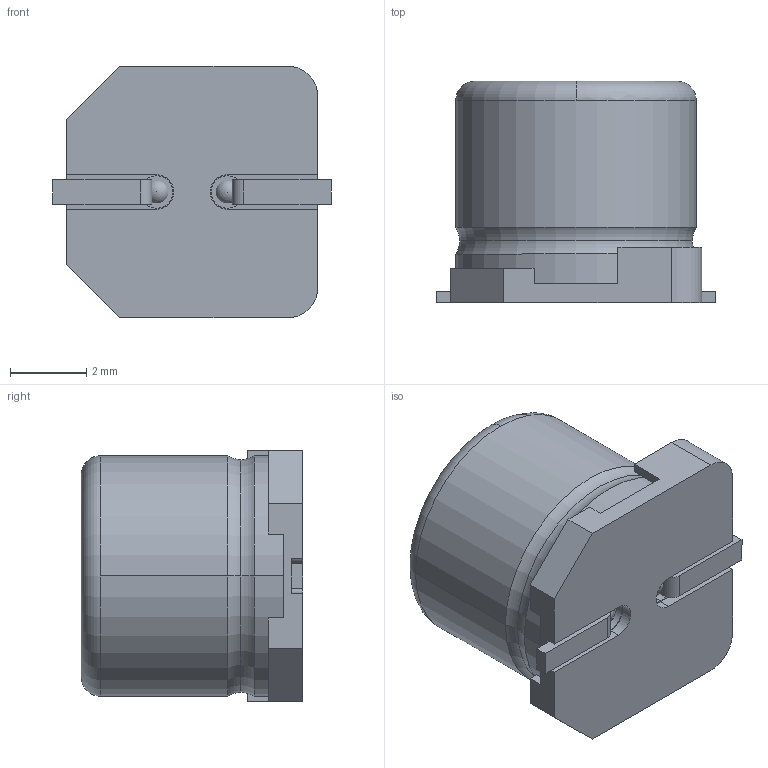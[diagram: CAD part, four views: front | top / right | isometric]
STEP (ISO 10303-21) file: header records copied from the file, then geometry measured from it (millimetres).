
FILE_DESCRIPTION (( 'STEP AP214' ), '1' );
FILE_NAME ('EEE-FP1E470AP.STEP', '2024-05-07T15:32:03', ( '' ), ( '' ), 'SwSTEP 2.0', 'SolidWorks 2021', '' );
FILE_SCHEMA (( 'AUTOMOTIVE_DESIGN' ));
Length unit declared in the file: millimetre
Products named in the file (1): EEE-FP1E470AP
Bounding box: 7.3 x 5.8 x 6.6 mm (x, y, z)
Volume: 189 mm3; surface area: 293.9 mm2
Topology: 4 solids, 4 shells, 79 faces, 203 edges, 130 vertices
Faces by surface type: plane 48, cylinder 23, torus 6, sphere 2
Entity records: 2446 total; most frequent: DIRECTION 424, CARTESIAN_POINT 407, ORIENTED_EDGE 398, EDGE_CURVE 199, AXIS2_PLACEMENT_3D 145, VECTOR 134, LINE 134, VERTEX_POINT 128
